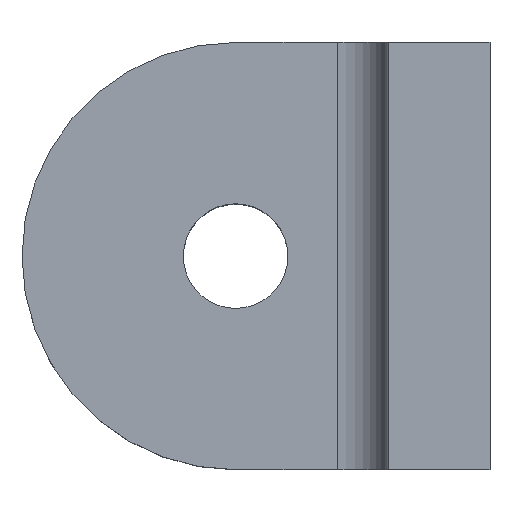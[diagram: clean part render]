
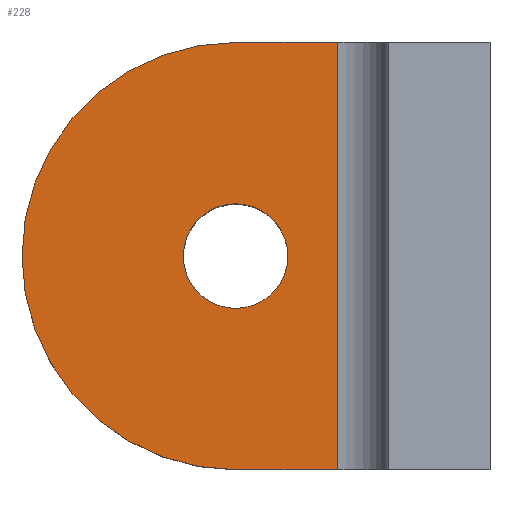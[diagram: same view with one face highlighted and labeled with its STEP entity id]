
A CAD part, top view. The second image highlights one B-rep face of the part: STEP entity #228.
In plain terms, the highlighted planar face has unit normal (0, 0, 1).
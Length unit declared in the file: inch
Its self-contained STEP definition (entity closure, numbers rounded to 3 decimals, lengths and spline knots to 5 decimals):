
#16=FACE_BOUND('',#47,.T.);
#22=PLANE('',#267);
#32=FACE_OUTER_BOUND('',#46,.T.);
#46=EDGE_LOOP('',(#176,#177,#178,#179));
#47=EDGE_LOOP('',(#180));
#61=LINE('',#365,#81);
#68=LINE('',#380,#88);
#69=LINE('',#383,#89);
#81=VECTOR('',#298,0.3937);
#88=VECTOR('',#311,0.3937);
#89=VECTOR('',#314,0.3937);
#103=CIRCLE('',#268,0.525);
#104=CIRCLE('',#269,0.1285);
#111=VERTEX_POINT('',#358);
#114=VERTEX_POINT('',#363);
#119=VERTEX_POINT('',#379);
#120=VERTEX_POINT('',#381);
#121=VERTEX_POINT('',#384);
#135=EDGE_CURVE('',#114,#111,#61,.T.);
#142=EDGE_CURVE('',#114,#119,#68,.T.);
#143=EDGE_CURVE('',#119,#120,#103,.T.);
#144=EDGE_CURVE('',#120,#111,#69,.T.);
#145=EDGE_CURVE('',#121,#121,#104,.T.);
#176=ORIENTED_EDGE('',*,*,#135,.F.);
#177=ORIENTED_EDGE('',*,*,#142,.T.);
#178=ORIENTED_EDGE('',*,*,#143,.T.);
#179=ORIENTED_EDGE('',*,*,#144,.T.);
#180=ORIENTED_EDGE('',*,*,#145,.T.);
#228=ADVANCED_FACE('',(#32,#16),#22,.T.);
#267=AXIS2_PLACEMENT_3D('',#378,#309,#310);
#268=AXIS2_PLACEMENT_3D('',#382,#312,#313);
#269=AXIS2_PLACEMENT_3D('',#385,#315,#316);
#298=DIRECTION('',(0.,-1.,0.));
#309=DIRECTION('center_axis',(0.,0.,1.));
#310=DIRECTION('ref_axis',(1.,0.,0.));
#311=DIRECTION('',(-1.,0.,0.));
#312=DIRECTION('center_axis',(0.,0.,1.));
#313=DIRECTION('ref_axis',(0.,1.,0.));
#314=DIRECTION('',(1.,0.,0.));
#315=DIRECTION('center_axis',(0.,0.,-1.));
#316=DIRECTION('ref_axis',(1.,0.,0.));
#358=CARTESIAN_POINT('',(0.25,-0.525,0.75));
#363=CARTESIAN_POINT('',(0.25,0.525,0.75));
#365=CARTESIAN_POINT('',(0.25,0.2625,0.75));
#378=CARTESIAN_POINT('Origin',(0.05,0.,0.75));
#379=CARTESIAN_POINT('',(0.,0.525,0.75));
#380=CARTESIAN_POINT('',(0.625,0.525,0.75));
#381=CARTESIAN_POINT('',(0.,-0.525,0.75));
#382=CARTESIAN_POINT('Origin',(0.,0.,0.75));
#383=CARTESIAN_POINT('',(0.,-0.525,0.75));
#384=CARTESIAN_POINT('',(-0.1285,0.,0.75));
#385=CARTESIAN_POINT('Origin',(0.,0.,0.75));
